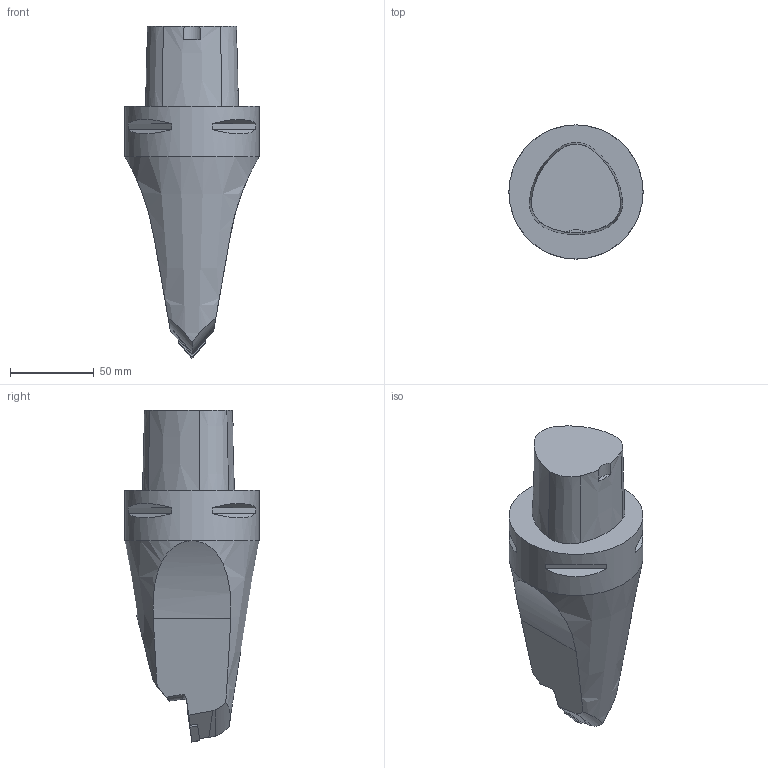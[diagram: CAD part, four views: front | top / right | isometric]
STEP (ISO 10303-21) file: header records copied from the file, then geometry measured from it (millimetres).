
FILE_DESCRIPTION(/* description */ (''),/* implementation_level */ '2;1');
FILE_NAME(/* name */ '1540191233601.stp',/* time_stamp */ '2018-10-22T12:24:19+06:00',/* author */ (''),/* organization */ ('SMS'),/* preprocessor_version */ 'ST-DEVELOPER v15',/* originating_system */ 'SIEMENS PLM Software NX 8.5',/* authorisation */ '');
FILE_SCHEMA (('AUTOMOTIVE_DESIGN { 1 0 10303 214 3 1 1 1 }'));
Length unit declared in the file: millimetre
Products named in the file (4): ASSEMBLY_CONSTRUCTION; IsoTurningInsert; 201765784mod000_00; 201765782mod000_00
Assembly tree (3 placements, depth 2):
  201765782mod000_00
    201765784mod000_00
    IsoTurningInsert
    ASSEMBLY_CONSTRUCTION
Bounding box: 80 x 80 x 198 mm (x, y, z)
Volume: 534817.8 mm3; surface area: 42863 mm2
Topology: 2 solids, 2 shells, 62 faces, 152 edges, 106 vertices
Faces by surface type: plane 36, cylinder 16, cone 8, torus 2
Full cylindrical faces by diameter (mm): 5.156 x2, 80 x1
Entity records: 2136 total; most frequent: CARTESIAN_POINT 482, DIRECTION 340, ORIENTED_EDGE 294, EDGE_CURVE 147, AXIS2_PLACEMENT_3D 132, VERTEX_POINT 98, LINE 76, VECTOR 76
